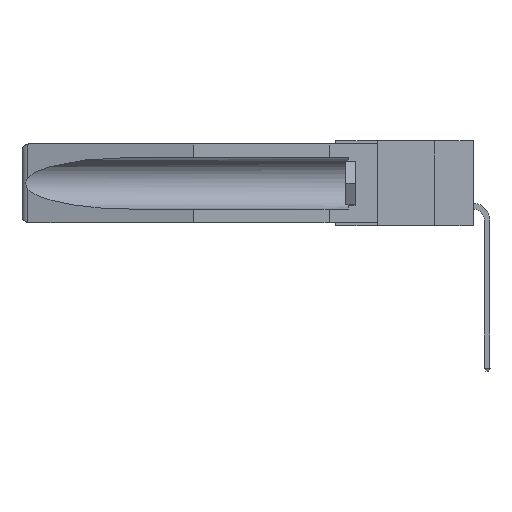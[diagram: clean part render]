
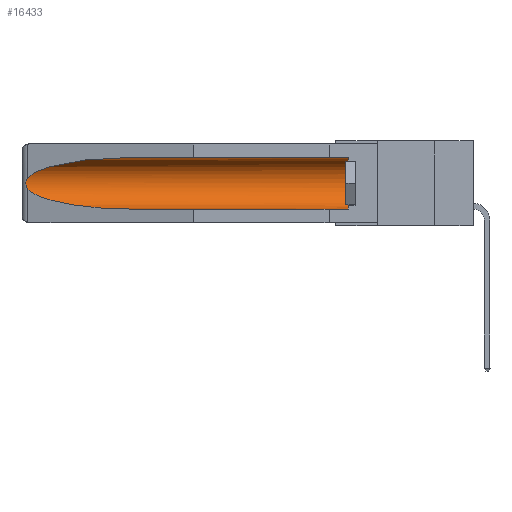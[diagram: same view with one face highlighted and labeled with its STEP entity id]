
A CAD part, left-side view. The second image highlights one B-rep face of the part: STEP entity #16433.
In plain terms, the highlighted cylindrical face has radius 2.857 mm (diameter 5.715 mm), a partial arc.
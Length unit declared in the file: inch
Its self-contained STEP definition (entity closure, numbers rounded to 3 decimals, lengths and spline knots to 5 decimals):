
#1059 = CARTESIAN_POINT ( 'NONE',  ( 0.155, 1.07973, -0.284 ) ) ;
#1159 = CARTESIAN_POINT ( 'NONE',  ( 0.26537, 1.52718, -0.19328 ) ) ;
#1263 = CARTESIAN_POINT ( 'NONE',  ( 0.2675, 1.53308, -0.17534 ) ) ;
#2412 = CARTESIAN_POINT ( 'NONE',  ( 0.21114, 1.30732, -0.059 ) ) ;
#3683 = CARTESIAN_POINT ( 'NONE',  ( 0.155, 1.07973, -0.284 ) ) ;
#3859 = CARTESIAN_POINT ( 'NONE',  ( 0.2675, 1.53308, -0.16763 ) ) ;
#4079 = CARTESIAN_POINT ( 'NONE',  ( 0.2673, 1.5327, -0.16383 ) ) ;
#4817 = ORIENTED_EDGE ( 'NONE', *, *, #20515, .T. ) ;
#5717 = ORIENTED_EDGE ( 'NONE', *, *, #14165, .T. ) ;
#6451 = CARTESIAN_POINT ( 'NONE',  ( 0.26597, 1.5296, -0.19026 ) ) ;
#7311 = CARTESIAN_POINT ( 'NONE',  ( 0.155, -0.30754, -0.284 ) ) ;
#7851 = AXIS2_PLACEMENT_3D ( 'NONE', #23008, #15274, #12795 ) ;
#8316 = CARTESIAN_POINT ( 'NONE',  ( 0.155, -0.30754, -0.1715 ) ) ;
#9776 = VERTEX_POINT ( 'NONE', #33243 ) ;
#10555 = DIRECTION ( 'NONE',  ( 0., 1., 0. ) ) ;
#11364 = CARTESIAN_POINT ( 'NONE',  ( 0.26655, 1.53094, -0.18657 ) ) ;
#12281 = LINE ( 'NONE', #22954, #31151 ) ;
#12406 = CARTESIAN_POINT ( 'NONE',  ( 0.26537, 1.52718, -0.19328 ) ) ;
#12773 = CARTESIAN_POINT ( 'NONE',  ( 0.155, 0.126, -0.059 ) ) ;
#12795 = DIRECTION ( 'NONE',  ( 0., 0., 1. ) ) ;
#13213 = AXIS2_PLACEMENT_3D ( 'NONE', #8316, #10555, #18733 ) ;
#14165 = EDGE_CURVE ( 'NONE', #16935, #24640, #32874, .T. ) ;
#14970 =( BOUNDED_CURVE ( )  B_SPLINE_CURVE ( 3, ( #15135, #2412, #25495, #20169 ),
 .UNSPECIFIED., .F., .F. ) 
 B_SPLINE_CURVE_WITH_KNOTS ( ( 4, 4 ),
 ( 4.71239, 6.08839 ),
 .UNSPECIFIED. ) 
 CURVE ( )  GEOMETRIC_REPRESENTATION_ITEM ( )  RATIONAL_B_SPLINE_CURVE ( ( 1., 0.848, 0.848, 1. ) ) 
 REPRESENTATION_ITEM ( '' )  );
#15095 = ORIENTED_EDGE ( 'NONE', *, *, #30234, .T. ) ;
#15135 = CARTESIAN_POINT ( 'NONE',  ( 0.155, 1.07973, -0.059 ) ) ;
#15274 = DIRECTION ( 'NONE',  ( 0., -1., 0. ) ) ;
#15974 =( BOUNDED_CURVE ( )  B_SPLINE_CURVE ( 3, ( #29441, #21504, #16446, #1059 ),
 .UNSPECIFIED., .F., .F. ) 
 B_SPLINE_CURVE_WITH_KNOTS ( ( 4, 4 ),
 ( 0.1948, 1.5708 ),
 .UNSPECIFIED. ) 
 CURVE ( )  GEOMETRIC_REPRESENTATION_ITEM ( )  RATIONAL_B_SPLINE_CURVE ( ( 1., 0.848, 0.848, 1. ) ) 
 REPRESENTATION_ITEM ( '' )  );
#16433 = ADVANCED_FACE ( 'NONE', ( #20561 ), #25347, .F. ) ;
#16446 = CARTESIAN_POINT ( 'NONE',  ( 0.21114, 1.30732, -0.284 ) ) ;
#16935 = VERTEX_POINT ( 'NONE', #25174 ) ;
#18733 = DIRECTION ( 'NONE',  ( 0., 0., 1. ) ) ;
#18769 = VERTEX_POINT ( 'NONE', #12773 ) ;
#18912 = VERTEX_POINT ( 'NONE', #3683 ) ;
#18952 = EDGE_LOOP ( 'NONE', ( #4817, #5717, #19458, #23287, #21351, #15095 ) ) ;
#19144 = CIRCLE ( 'NONE', #7851, 0.1125 ) ;
#19458 = ORIENTED_EDGE ( 'NONE', *, *, #26600, .T. ) ;
#20169 = CARTESIAN_POINT ( 'NONE',  ( 0.26537, 1.52718, -0.14972 ) ) ;
#20515 = EDGE_CURVE ( 'NONE', #9776, #16935, #14970, .T. ) ;
#20561 = FACE_OUTER_BOUND ( 'NONE', #18952, .T. ) ;
#21351 = ORIENTED_EDGE ( 'NONE', *, *, #26157, .T. ) ;
#21504 = CARTESIAN_POINT ( 'NONE',  ( 0.25451, 1.48313, -0.24835 ) ) ;
#21587 = CARTESIAN_POINT ( 'NONE',  ( 0.26537, 1.52718, -0.14972 ) ) ;
#22835 = VECTOR ( 'NONE', #32663, 39.37008 ) ;
#22954 = CARTESIAN_POINT ( 'NONE',  ( 0.155, -0.30754, -0.059 ) ) ;
#23008 = CARTESIAN_POINT ( 'NONE',  ( 0.155, 0.126, -0.1715 ) ) ;
#23287 = ORIENTED_EDGE ( 'NONE', *, *, #25183, .F. ) ;
#24640 = VERTEX_POINT ( 'NONE', #12406 ) ;
#25174 = CARTESIAN_POINT ( 'NONE',  ( 0.26537, 1.52718, -0.14972 ) ) ;
#25183 = EDGE_CURVE ( 'NONE', #31255, #18912, #29654, .T. ) ;
#25347 = CYLINDRICAL_SURFACE ( 'NONE', #13213, 0.1125 ) ;
#25495 = CARTESIAN_POINT ( 'NONE',  ( 0.25451, 1.48313, -0.09465 ) ) ;
#26157 = EDGE_CURVE ( 'NONE', #31255, #18769, #19144, .T. ) ;
#26600 = EDGE_CURVE ( 'NONE', #24640, #18912, #15974, .T. ) ;
#26706 = CARTESIAN_POINT ( 'NONE',  ( 0.26654, 1.53092, -0.15636 ) ) ;
#27764 = CARTESIAN_POINT ( 'NONE',  ( 0.155, 0.126, -0.284 ) ) ;
#28090 = DIRECTION ( 'NONE',  ( 0., 1., 0. ) ) ;
#29301 = CARTESIAN_POINT ( 'NONE',  ( 0.26597, 1.52961, -0.15275 ) ) ;
#29441 = CARTESIAN_POINT ( 'NONE',  ( 0.26537, 1.52718, -0.19328 ) ) ;
#29654 = LINE ( 'NONE', #7311, #22835 ) ;
#30234 = EDGE_CURVE ( 'NONE', #18769, #9776, #12281, .T. ) ;
#31151 = VECTOR ( 'NONE', #28090, 39.37008 ) ;
#31255 = VERTEX_POINT ( 'NONE', #27764 ) ;
#31920 = CARTESIAN_POINT ( 'NONE',  ( 0.2673, 1.53269, -0.17917 ) ) ;
#32663 = DIRECTION ( 'NONE',  ( 0., 1., 0. ) ) ;
#32874 = B_SPLINE_CURVE_WITH_KNOTS ( 'NONE', 3,
 ( #21587, #29301, #26706, #4079, #3859, #1263, #31920, #11364, #6451, #1159 ),
 .UNSPECIFIED., .F., .F.,
 ( 4, 2, 2, 2, 4 ),
 ( 0., 0.00029, 0.00058, 0.00087, 0.00117 ),
 .UNSPECIFIED. ) ;
#33243 = CARTESIAN_POINT ( 'NONE',  ( 0.155, 1.07973, -0.059 ) ) ;
